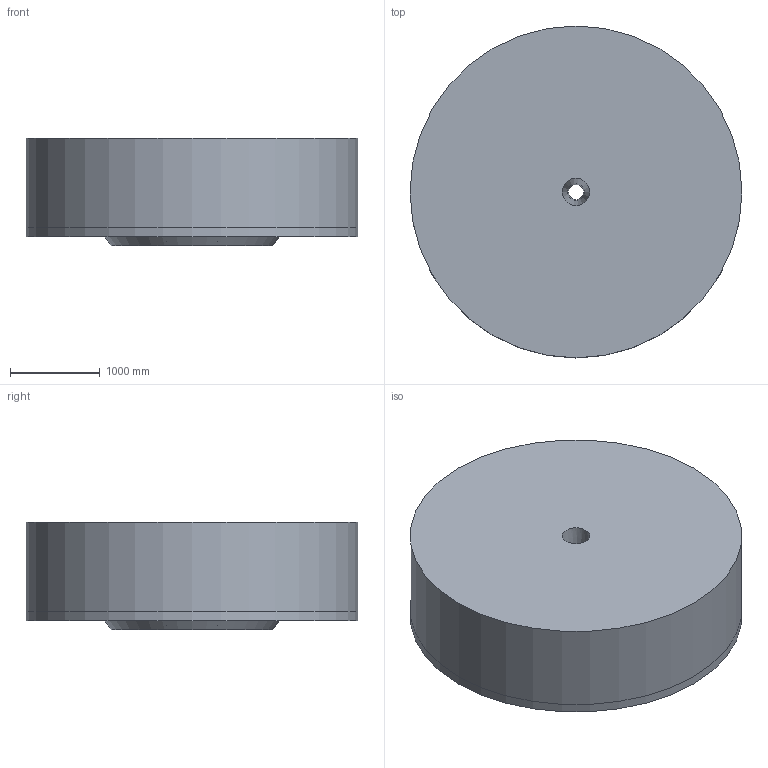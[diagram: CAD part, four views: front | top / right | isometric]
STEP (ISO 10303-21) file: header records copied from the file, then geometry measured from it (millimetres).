
FILE_DESCRIPTION(('FreeCAD Model'),'2;1');
FILE_NAME('Open CASCADE Shape Model','2023-12-06T16:35:03',( 'Luca Barion'),(''),'Open CASCADE STEP processor 7.6','FreeCAD', 'Unknown');
FILE_SCHEMA(('AUTOMOTIVE_DESIGN { 1 0 10303 214 1 1 1 1 }'));
Length unit declared in the file: millimetre
Products named in the file (3624): DRICH; DRICH_gas; DRICH_aerogel; GDMLCone_DRICH_aerogel_shape_0x55caa5e63850; DRICH_airgap; GDMLCone_DRICH_airgap_shape_0x55caa5e63900; DRICH_filter; GDMLCone_DRICH_filter_shape_0x55caa5e639b0; DRICH_shape_0x55caa5b09b90; Sensors; DRICH_pdu_sec0; DRICH_sensor_sec0; DRICH_pss_sec0; GDMLBox_DRICH_pss_sec0_shape_0x55caa5448c00; DRICH_sensor_sec00x1; DRICH_pss_sec0001; GDMLBox_DRICH_pss_sec0_shape_0x55caa5448c001; DRICH_sensor_sec00x2; DRICH_pss_sec0002; GDMLBox_DRICH_pss_sec0_shape_0x55caa5448c002; DRICH_sensor_sec00x3; DRICH_pss_sec0003; GDMLBox_DRICH_pss_sec0_shape_0x55caa5448c003; DRICH_pdu_sec00x1; DRICH_sensor_sec00x4; DRICH_pss_sec00x1; GDMLBox_DRICH_pss_sec0_shape_0x55caa5e25940; DRICH_sensor_sec00x5; DRICH_pss_sec00x1001; GDMLBox_DRICH_pss_sec0_shape_0x55caa5e25941; DRICH_sensor_sec00x6; DRICH_pss_sec00x1002; GDMLBox_DRICH_pss_sec0_shape_0x55caa5e25942; DRICH_sensor_sec00x7; DRICH_pss_sec00x1003; GDMLBox_DRICH_pss_sec0_shape_0x55caa5e25943; DRICH_pdu_sec00x2; DRICH_sensor_sec00x8; DRICH_pss_sec00x2; GDMLBox_DRICH_pss_sec0_shape_0x55caa5e2ca20 ...
Assembly tree (3623 placements, depth 6):
  DRICH
    DRICH_gas
      DRICH_aerogel
        GDMLCone_DRICH_aerogel_shape_0x55caa5e63850
      DRICH_airgap
        GDMLCone_DRICH_airgap_shape_0x55caa5e63900
      DRICH_filter
        GDMLCone_DRICH_filter_shape_0x55caa5e639b0
      DRICH_shape_0x55caa5b09b90
    Sensors
      DRICH_pdu_sec0
        DRICH_sensor_sec0
          DRICH_pss_sec0
            GDMLBox_DRICH_pss_sec0_shape_0x55caa5448c00
        DRICH_sensor_sec00x1
          DRICH_pss_sec0001
            GDMLBox_DRICH_pss_sec0_shape_0x55caa5448c001
        DRICH_sensor_sec00x2
          DRICH_pss_sec0002
            GDMLBox_DRICH_pss_sec0_shape_0x55caa5448c002
        DRICH_sensor_sec00x3
          DRICH_pss_sec0003
            GDMLBox_DRICH_pss_sec0_shape_0x55caa5448c003
      DRICH_pdu_sec00x1
        DRICH_sensor_sec00x4
          DRICH_pss_sec00x1
            GDMLBox_DRICH_pss_sec0_shape_0x55caa5e25940
        DRICH_sensor_sec00x5
          DRICH_pss_sec00x1001
            GDMLBox_DRICH_pss_sec0_shape_0x55caa5e25941
        DRICH_sensor_sec00x6
          DRICH_pss_sec00x1002
            GDMLBox_DRICH_pss_sec0_shape_0x55caa5e25942
        DRICH_sensor_sec00x7
          DRICH_pss_sec00x1003
            GDMLBox_DRICH_pss_sec0_shape_0x55caa5e25943
      DRICH_pdu_sec00x2
        DRICH_sensor_sec00x8
          DRICH_pss_sec00x2
            GDMLBox_DRICH_pss_sec0_shape_0x55caa5e2ca20
        DRICH_sensor_sec00x9
          DRICH_pss_sec00x2001
            GDMLBox_DRICH_pss_sec0_shape_0x55caa5e2ca021
        DRICH_sensor_sec00x10
          DRICH_pss_sec00x2002
            GDMLBox_DRICH_pss_sec0_shape_0x55caa5e2ca022
        DRICH_sensor_sec00x11
          DRICH_pss_sec00x2003
            GDMLBox_DRICH_pss_sec0_shape_0x55caa5e2ca023
      DRICH_pdu_sec00x3
        DRICH_sensor_sec00x12
          DRICH_pss_sec00x3
            GDMLBox_DRICH_pss_sec0_shape_0x55caa5e33d40
        DRICH_sensor_sec00x13
          DRICH_pss_sec00x3001
            GDMLBox_DRICH_pss_sec0_shape_0x55caa5e33d041
        DRICH_sensor_sec00x14
          DRICH_pss_sec00x3002
            GDMLBox_DRICH_pss_sec0_shape_0x55caa5e33d042
        DRICH_sensor_sec00x15
Bounding box: 3700 x 3700 x 1200 mm (x, y, z)
Volume: 12141510574.3 mm3; surface area: 74834741.5 mm2
Topology: 1118 solids, 1118 shells, 6724 faces, 13444 edges, 8958 vertices
Faces by surface type: plane 6670, cone 33, sphere 18, cylinder 3
Full cylindrical faces by diameter (mm): 2133.124 x1, 3700 x2
Entity records: 420062 total; most frequent: DIRECTION 61102, CARTESIAN_POINT 60420, LINE 40090, VECTOR 40090, ORIENTED_EDGE 26888, PCURVE 26888, DEFINITIONAL_REPRESENTATION 26888, EDGE_CURVE 13444
